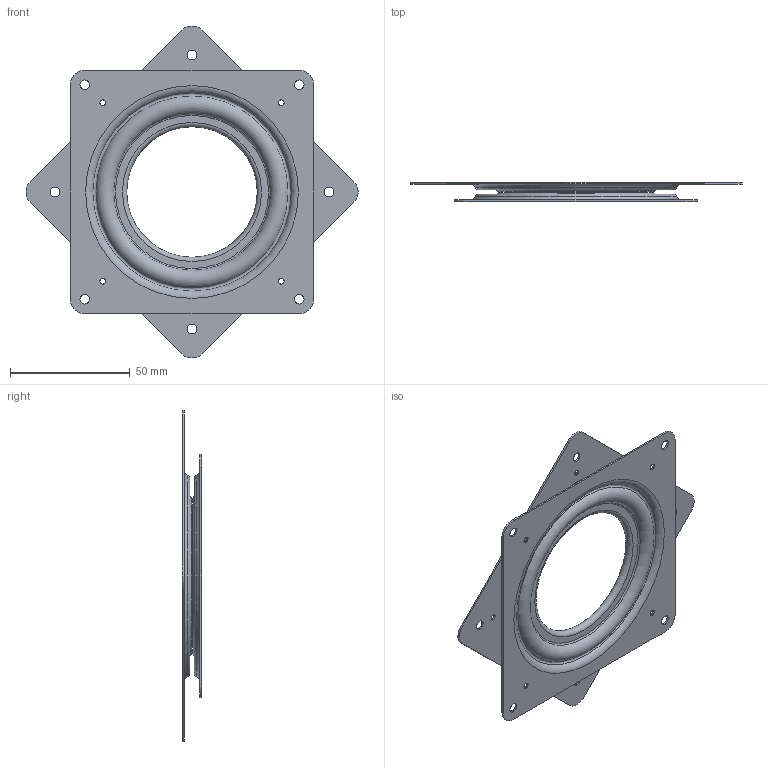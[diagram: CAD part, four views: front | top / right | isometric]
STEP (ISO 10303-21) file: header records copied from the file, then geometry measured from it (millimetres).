
FILE_DESCRIPTION( ( 'STEP AP214' ), '1' );
FILE_NAME( 'LS-4_2_14b.stp', ' ', ( ' ' ), ( ' ' ), 'PSStep 15.0.47', 'PARTsolutions', ' ' );
FILE_SCHEMA( ( 'AUTOMOTIVE_DESIGN { 1 0 10303 214 1 1 1 1 }' ) );
Length unit declared in the file: millimetre
Products named in the file (1): _LS-4
Bounding box: 138.72 x 8.13 x 138.72 mm (x, y, z)
Volume: 13266.5 mm3; surface area: 36711.3 mm2
Topology: 1 solids, 1 shells, 62 faces, 146 edges, 94 vertices
Faces by surface type: cylinder 25, torus 19, plane 18
Full cylindrical faces by diameter (mm): 2.388 x8, 3.962 x8, 62.23 x1
Entity records: 2188 total; most frequent: DIRECTION 310, CARTESIAN_POINT 263, ORIENTED_EDGE 216, EDGE_LOOP 140, AXIS2_PLACEMENT_3D 139, EDGE_CURVE 108, FACE_OUTER_BOUND 98, VERTEX_POINT 92
